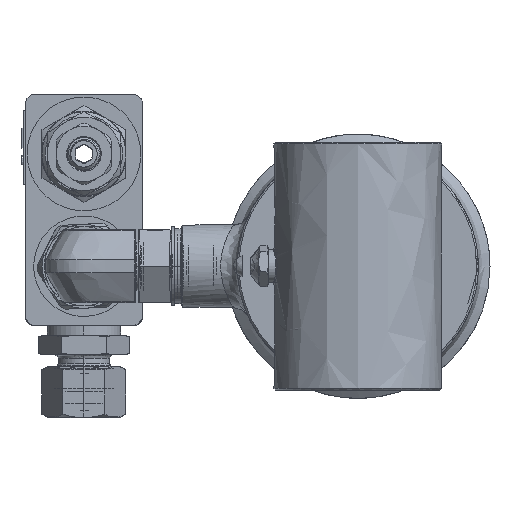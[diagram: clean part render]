
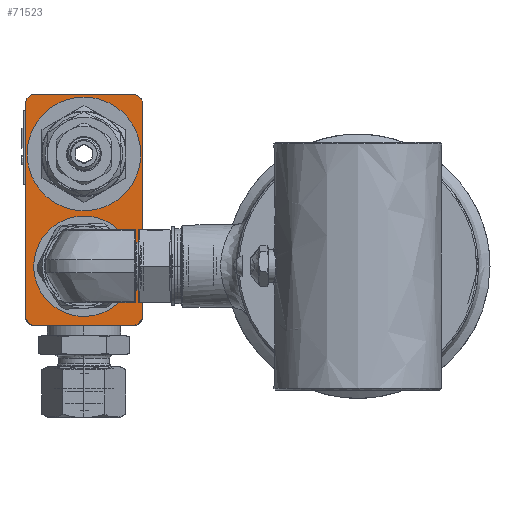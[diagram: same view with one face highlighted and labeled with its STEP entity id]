
A CAD part, left-side view. The second image highlights one B-rep face of the part: STEP entity #71523.
In plain terms, the highlighted free-form (B-spline) face has degree [1, 1] with [2, 2] control points.
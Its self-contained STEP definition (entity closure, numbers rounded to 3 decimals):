
#67480 = VERTEX_POINT('',#67481);
#67481 = CARTESIAN_POINT('',(-418.986,82.721,
    -15.248));
#67486 = EDGE_CURVE('',#67480,#67487,#67489,.T.);
#67487 = VERTEX_POINT('',#67488);
#67488 = CARTESIAN_POINT('',(-418.986,85.263,
    -12.707));
#67489 = ( BOUNDED_CURVE() B_SPLINE_CURVE(2,(#67490,#67491,#67492),
.UNSPECIFIED.,.F.,.F.) B_SPLINE_CURVE_WITH_KNOTS((3,3),(0.,
1.571),.PIECEWISE_BEZIER_KNOTS.) CURVE() 
GEOMETRIC_REPRESENTATION_ITEM() RATIONAL_B_SPLINE_CURVE((1.,
0.707,1.)) REPRESENTATION_ITEM('') );
#67490 = CARTESIAN_POINT('',(-418.986,82.721,
    -15.248));
#67491 = CARTESIAN_POINT('',(-418.986,85.263,
    -15.248));
#67492 = CARTESIAN_POINT('',(-418.986,85.263,
    -12.707));
#70969 = VERTEX_POINT('',#70970);
#70970 = CARTESIAN_POINT('',(-418.986,57.731,
    -15.248));
#70975 = EDGE_CURVE('',#67480,#70969,#70976,.T.);
#70976 = B_SPLINE_CURVE_WITH_KNOTS('',1,(#70977,#70978),.UNSPECIFIED.,
  .F.,.F.,(2,2),(0.,29.5),.PIECEWISE_BEZIER_KNOTS.);
#70977 = CARTESIAN_POINT('',(-418.986,82.721,
    -15.248));
#70978 = CARTESIAN_POINT('',(-418.986,57.731,
    -15.248));
#71046 = VERTEX_POINT('',#71047);
#71047 = CARTESIAN_POINT('',(-418.986,55.19,
    -12.707));
#71052 = EDGE_CURVE('',#71046,#70969,#71053,.T.);
#71053 = ( BOUNDED_CURVE() B_SPLINE_CURVE(2,(#71054,#71055,#71056),
.UNSPECIFIED.,.F.,.F.) B_SPLINE_CURVE_WITH_KNOTS((3,3),(4.712,
6.283),.PIECEWISE_BEZIER_KNOTS.) CURVE() 
GEOMETRIC_REPRESENTATION_ITEM() RATIONAL_B_SPLINE_CURVE((1.,
0.707,1.)) REPRESENTATION_ITEM('') );
#71054 = CARTESIAN_POINT('',(-418.986,55.19,
    -12.707));
#71055 = CARTESIAN_POINT('',(-418.986,55.19,
    -15.248));
#71056 = CARTESIAN_POINT('',(-418.986,57.731,
    -15.248));
#71083 = VERTEX_POINT('',#71084);
#71084 = CARTESIAN_POINT('',(-418.986,55.19,
    41.509));
#71089 = EDGE_CURVE('',#71046,#71083,#71090,.T.);
#71090 = B_SPLINE_CURVE_WITH_KNOTS('',1,(#71091,#71092),.UNSPECIFIED.,
  .F.,.F.,(2,2),(0.,64.),.PIECEWISE_BEZIER_KNOTS.);
#71091 = CARTESIAN_POINT('',(-418.986,55.19,
    -12.707));
#71092 = CARTESIAN_POINT('',(-418.986,55.19,
    41.509));
#71109 = EDGE_CURVE('',#71110,#71083,#71112,.T.);
#71110 = VERTEX_POINT('',#71111);
#71111 = CARTESIAN_POINT('',(-418.986,57.731,
    44.05));
#71112 = ( BOUNDED_CURVE() B_SPLINE_CURVE(2,(#71113,#71114,#71115),
.UNSPECIFIED.,.F.,.F.) B_SPLINE_CURVE_WITH_KNOTS((3,3),(3.142,
4.712),.PIECEWISE_BEZIER_KNOTS.) CURVE() 
GEOMETRIC_REPRESENTATION_ITEM() RATIONAL_B_SPLINE_CURVE((1.,
0.707,1.)) REPRESENTATION_ITEM('') );
#71113 = CARTESIAN_POINT('',(-418.986,57.731,
    44.05));
#71114 = CARTESIAN_POINT('',(-418.986,55.19,
    44.05));
#71115 = CARTESIAN_POINT('',(-418.986,55.19,
    41.509));
#71141 = EDGE_CURVE('',#71142,#71144,#71146,.T.);
#71142 = VERTEX_POINT('',#71143);
#71143 = CARTESIAN_POINT('',(-418.986,85.263,
    41.509));
#71144 = VERTEX_POINT('',#71145);
#71145 = CARTESIAN_POINT('',(-418.986,82.721,
    44.05));
#71146 = ( BOUNDED_CURVE() B_SPLINE_CURVE(2,(#71147,#71148,#71149),
.UNSPECIFIED.,.F.,.F.) B_SPLINE_CURVE_WITH_KNOTS((3,3),(1.571,
3.142),.PIECEWISE_BEZIER_KNOTS.) CURVE() 
GEOMETRIC_REPRESENTATION_ITEM() RATIONAL_B_SPLINE_CURVE((1.,
0.707,1.)) REPRESENTATION_ITEM('') );
#71147 = CARTESIAN_POINT('',(-418.986,85.263,
    41.509));
#71148 = CARTESIAN_POINT('',(-418.986,85.263,
    44.05));
#71149 = CARTESIAN_POINT('',(-418.986,82.721,
    44.05));
#71363 = EDGE_CURVE('',#71144,#71110,#71364,.T.);
#71364 = B_SPLINE_CURVE_WITH_KNOTS('',1,(#71365,#71366),.UNSPECIFIED.,
  .F.,.F.,(2,2),(0.,29.5),.PIECEWISE_BEZIER_KNOTS.);
#71365 = CARTESIAN_POINT('',(-418.986,82.721,
    44.05));
#71366 = CARTESIAN_POINT('',(-418.986,57.731,
    44.05));
#71412 = VERTEX_POINT('',#71413);
#71413 = CARTESIAN_POINT('',(-418.986,83.103,
    0.));
#71418 = EDGE_CURVE('',#71412,#71412,#71419,.T.);
#71419 = ( BOUNDED_CURVE() B_SPLINE_CURVE(2,(#71420,#71421,#71422,#71423
    ,#71424,#71425,#71426),.UNSPECIFIED.,.T.,.F.) 
B_SPLINE_CURVE_WITH_KNOTS((3,2,2,3),(3.142,5.236,
7.33,9.425),.PIECEWISE_BEZIER_KNOTS.) CURVE() 
GEOMETRIC_REPRESENTATION_ITEM() RATIONAL_B_SPLINE_CURVE((1.,0.5,1.,0.5,
1.,0.5,1.)) REPRESENTATION_ITEM('') );
#71420 = CARTESIAN_POINT('',(-418.986,83.103,
    0.));
#71421 = CARTESIAN_POINT('',(-418.986,83.103,
    22.302));
#71422 = CARTESIAN_POINT('',(-418.986,63.788,
    11.151));
#71423 = CARTESIAN_POINT('',(-418.986,44.474,
    0.));
#71424 = CARTESIAN_POINT('',(-418.986,63.788,
    -11.151));
#71425 = CARTESIAN_POINT('',(-418.986,83.103,
    -22.302));
#71426 = CARTESIAN_POINT('',(-418.986,83.103,
    0.));
#71487 = VERTEX_POINT('',#71488);
#71488 = CARTESIAN_POINT('',(-418.986,84.797,
    28.802));
#71493 = EDGE_CURVE('',#71487,#71487,#71494,.T.);
#71494 = ( BOUNDED_CURVE() B_SPLINE_CURVE(2,(#71495,#71496,#71497,#71498
    ,#71499,#71500,#71501),.UNSPECIFIED.,.T.,.F.) 
B_SPLINE_CURVE_WITH_KNOTS((3,2,2,3),(3.142,5.236,
7.33,9.425),.PIECEWISE_BEZIER_KNOTS.) CURVE() 
GEOMETRIC_REPRESENTATION_ITEM() RATIONAL_B_SPLINE_CURVE((1.,0.5,1.,0.5,
1.,0.5,1.)) REPRESENTATION_ITEM('') );
#71495 = CARTESIAN_POINT('',(-418.986,84.797,
    28.802));
#71496 = CARTESIAN_POINT('',(-418.986,84.797,
    54.039));
#71497 = CARTESIAN_POINT('',(-418.986,62.941,
    41.421));
#71498 = CARTESIAN_POINT('',(-418.986,41.085,
    28.802));
#71499 = CARTESIAN_POINT('',(-418.986,62.941,
    16.184));
#71500 = CARTESIAN_POINT('',(-418.986,84.797,
    3.565));
#71501 = CARTESIAN_POINT('',(-418.986,84.797,
    28.802));
#71523 = ADVANCED_FACE('',(#71524,#71538,#71541),#71544,.F.);
#71524 = FACE_BOUND('',#71525,.T.);
#71525 = EDGE_LOOP('',(#71526,#71527,#71528,#71533,#71534,#71535,#71536,
    #71537));
#71526 = ORIENTED_EDGE('',*,*,#71363,.F.);
#71527 = ORIENTED_EDGE('',*,*,#71141,.F.);
#71528 = ORIENTED_EDGE('',*,*,#71529,.F.);
#71529 = EDGE_CURVE('',#67487,#71142,#71530,.T.);
#71530 = B_SPLINE_CURVE_WITH_KNOTS('',1,(#71531,#71532),.UNSPECIFIED.,
  .F.,.F.,(2,2),(0.,64.),.PIECEWISE_BEZIER_KNOTS.);
#71531 = CARTESIAN_POINT('',(-418.986,85.263,
    -12.707));
#71532 = CARTESIAN_POINT('',(-418.986,85.263,
    41.509));
#71533 = ORIENTED_EDGE('',*,*,#67486,.F.);
#71534 = ORIENTED_EDGE('',*,*,#70975,.T.);
#71535 = ORIENTED_EDGE('',*,*,#71052,.F.);
#71536 = ORIENTED_EDGE('',*,*,#71089,.T.);
#71537 = ORIENTED_EDGE('',*,*,#71109,.F.);
#71538 = FACE_BOUND('',#71539,.T.);
#71539 = EDGE_LOOP('',(#71540));
#71540 = ORIENTED_EDGE('',*,*,#71493,.T.);
#71541 = FACE_BOUND('',#71542,.T.);
#71542 = EDGE_LOOP('',(#71543));
#71543 = ORIENTED_EDGE('',*,*,#71418,.T.);
#71544 = B_SPLINE_SURFACE_WITH_KNOTS('',1,1,(
    (#71545,#71546)
    ,(#71547,#71548
    )),.UNSPECIFIED.,.F.,.F.,.F.,(2,2),(2,2),(0.,35.5),(-70.,0.),
  .PIECEWISE_BEZIER_KNOTS.);
#71545 = CARTESIAN_POINT('',(-418.986,85.263,
    44.05));
#71546 = CARTESIAN_POINT('',(-418.986,85.263,
    -15.248));
#71547 = CARTESIAN_POINT('',(-418.986,55.19,
    44.05));
#71548 = CARTESIAN_POINT('',(-418.986,55.19,
    -15.248));
